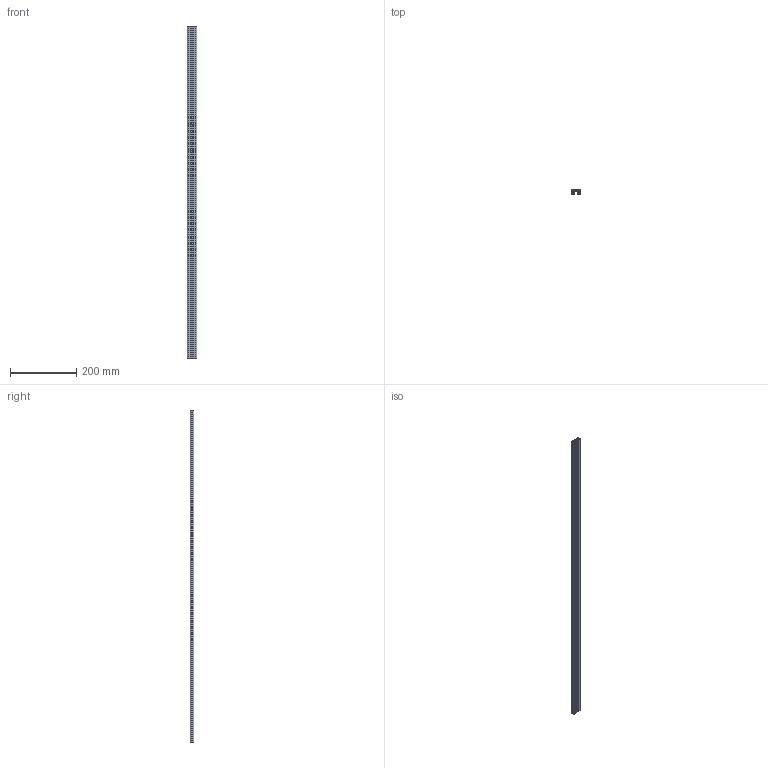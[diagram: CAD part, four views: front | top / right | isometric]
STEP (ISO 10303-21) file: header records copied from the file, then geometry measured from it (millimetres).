
FILE_DESCRIPTION(/* description */ (''),/* implementation_level */ '2;1');
FILE_NAME(/* name */ '10175_KriTec_Profil_6_30x12_leicht.stp',/* time_stamp */ '2014-09-02T17:16:10+02:00',/* author */ ('kostic'),/* organization */ (''),/* preprocessor_version */ 'ST-DEVELOPER v15.2',/* originating_system */ 'Autodesk Inventor 2014',/* authorisation */ '');
FILE_SCHEMA (('AUTOMOTIVE_DESIGN { 1 0 10303 214 3 1 1 }'));
Length unit declared in the file: millimetre
Products named in the file (1): 10175_KriTec_Profil_6_30x12_leicht
Bounding box: 30 x 12 x 1000 mm (x, y, z)
Volume: 159909.6 mm3; surface area: 188929.7 mm2
Topology: 1 solids, 1 shells, 102 faces, 300 edges, 200 vertices
Faces by surface type: cylinder 56, plane 46
Entity records: 3465 total; most frequent: DIRECTION 618, CARTESIAN_POINT 603, ORIENTED_EDGE 600, EDGE_CURVE 300, AXIS2_PLACEMENT_3D 215, VERTEX_POINT 200, LINE 188, VECTOR 188
